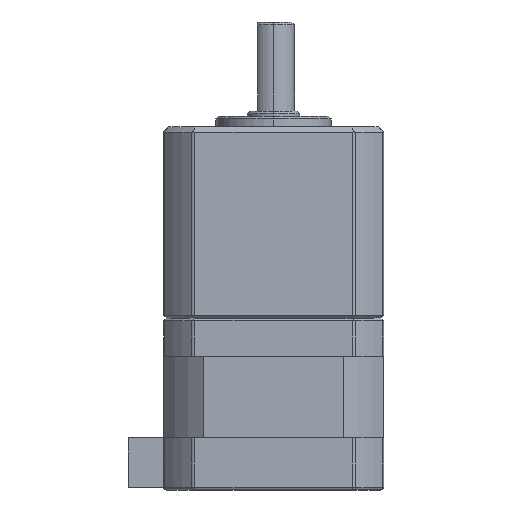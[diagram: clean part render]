
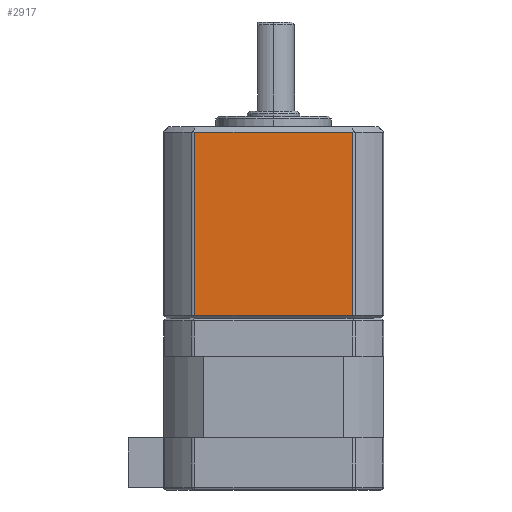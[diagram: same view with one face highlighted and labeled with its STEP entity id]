
A CAD part, left-side view. The second image highlights one B-rep face of the part: STEP entity #2917.
In plain terms, the highlighted planar face has unit normal (-1, 0, 0).
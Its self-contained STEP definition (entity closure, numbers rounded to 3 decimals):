
#45 = EDGE_CURVE ( 'NONE', #3840, #1115, #2470, .T. ) ;
#182 = VECTOR ( 'NONE', #3353, 1000. ) ;
#419 = VERTEX_POINT ( 'NONE', #1026 ) ;
#898 = VECTOR ( 'NONE', #4203, 1000. ) ;
#988 = CARTESIAN_POINT ( 'NONE',  ( -21., 15.33, 35.5 ) ) ;
#1026 = CARTESIAN_POINT ( 'NONE',  ( -21., -15., 0.5 ) ) ;
#1096 = VECTOR ( 'NONE', #4290, 1000. ) ;
#1115 = VERTEX_POINT ( 'NONE', #2004 ) ;
#1192 = CARTESIAN_POINT ( 'NONE',  ( -21., 15., 35.5 ) ) ;
#1254 = CARTESIAN_POINT ( 'NONE',  ( -21., 15.33, 36.5 ) ) ;
#1278 = VECTOR ( 'NONE', #3947, 1000. ) ;
#1281 = LINE ( 'NONE', #3866, #898 ) ;
#1338 = ORIENTED_EDGE ( 'NONE', *, *, #45, .T. ) ;
#1374 = EDGE_CURVE ( 'NONE', #1491, #3840, #2024, .T. ) ;
#1378 = EDGE_LOOP ( 'NONE', ( #1657, #2791, #1511, #1338 ) ) ;
#1491 = VERTEX_POINT ( 'NONE', #3479 ) ;
#1511 = ORIENTED_EDGE ( 'NONE', *, *, #1374, .T. ) ;
#1610 = DIRECTION ( 'NONE',  ( 0., 1., 0. ) ) ;
#1657 = ORIENTED_EDGE ( 'NONE', *, *, #3448, .T. ) ;
#1943 = EDGE_CURVE ( 'NONE', #419, #1491, #2018, .T. ) ;
#1947 = PLANE ( 'NONE',  #2707 ) ;
#2004 = CARTESIAN_POINT ( 'NONE',  ( -21., 15., 0.5 ) ) ;
#2018 = LINE ( 'NONE', #2496, #1096 ) ;
#2024 = LINE ( 'NONE', #988, #182 ) ;
#2470 = LINE ( 'NONE', #2544, #1278 ) ;
#2496 = CARTESIAN_POINT ( 'NONE',  ( -21., -15., 36.5 ) ) ;
#2544 = CARTESIAN_POINT ( 'NONE',  ( -21., 15., 36.5 ) ) ;
#2653 = DIRECTION ( 'NONE',  ( 1., 0., 0. ) ) ;
#2707 = AXIS2_PLACEMENT_3D ( 'NONE', #1254, #2653, #1610 ) ;
#2791 = ORIENTED_EDGE ( 'NONE', *, *, #1943, .T. ) ;
#2917 = ADVANCED_FACE ( 'NONE', ( #3151 ), #1947, .F. ) ;
#3151 = FACE_OUTER_BOUND ( 'NONE', #1378, .T. ) ;
#3353 = DIRECTION ( 'NONE',  ( 0., 1., 0. ) ) ;
#3448 = EDGE_CURVE ( 'NONE', #1115, #419, #1281, .T. ) ;
#3479 = CARTESIAN_POINT ( 'NONE',  ( -21., -15., 35.5 ) ) ;
#3840 = VERTEX_POINT ( 'NONE', #1192 ) ;
#3866 = CARTESIAN_POINT ( 'NONE',  ( -21., 15.33, 0.5 ) ) ;
#3947 = DIRECTION ( 'NONE',  ( 0., 0., -1. ) ) ;
#4203 = DIRECTION ( 'NONE',  ( 0., -1., 0. ) ) ;
#4290 = DIRECTION ( 'NONE',  ( 0., 0., 1. ) ) ;
